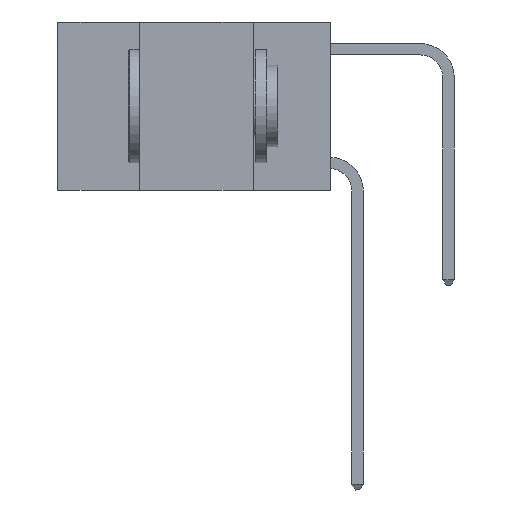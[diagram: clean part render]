
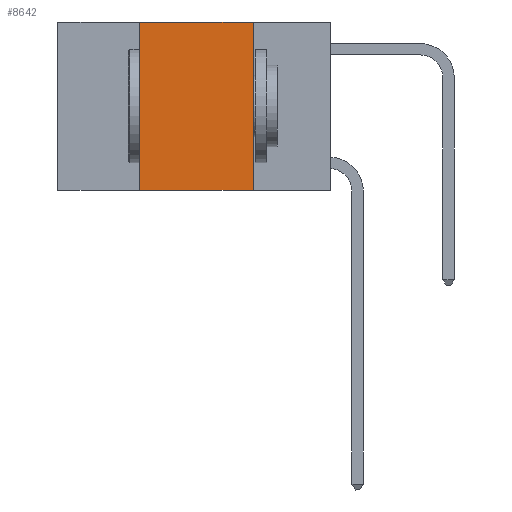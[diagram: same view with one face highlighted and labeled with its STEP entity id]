
A CAD part, left-side view. The second image highlights one B-rep face of the part: STEP entity #8642.
In plain terms, the highlighted planar face has unit normal (-1, 0, 0).
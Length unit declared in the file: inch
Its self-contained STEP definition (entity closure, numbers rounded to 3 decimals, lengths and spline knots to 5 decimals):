
#57 = CARTESIAN_POINT ( 'NONE',  ( 0., 0.17, -0.37 ) ) ;
#644 = DIRECTION ( 'NONE',  ( 0., 0., -1. ) ) ;
#672 = ORIENTED_EDGE ( 'NONE', *, *, #10628, .F. ) ;
#1070 = CARTESIAN_POINT ( 'NONE',  ( 0., 0.42, -0.37 ) ) ;
#1428 = DIRECTION ( 'NONE',  ( 0., 0., 1. ) ) ;
#1683 = LINE ( 'NONE', #10505, #4295 ) ;
#2272 = FACE_OUTER_BOUND ( 'NONE', #11992, .T. ) ;
#2394 = VECTOR ( 'NONE', #11129, 39.37008 ) ;
#2709 = EDGE_CURVE ( 'NONE', #5774, #8940, #1683, .T. ) ;
#2722 = CARTESIAN_POINT ( 'NONE',  ( 0., 0.42, 0. ) ) ;
#3049 = EDGE_CURVE ( 'NONE', #5019, #8940, #11916, .T. ) ;
#3278 = DIRECTION ( 'NONE',  ( 0., 0., -1. ) ) ;
#3460 = CARTESIAN_POINT ( 'NONE',  ( 0., 0.17, 0. ) ) ;
#4105 = LINE ( 'NONE', #11199, #6758 ) ;
#4295 = VECTOR ( 'NONE', #10312, 39.37008 ) ;
#5019 = VERTEX_POINT ( 'NONE', #11756 ) ;
#5056 = AXIS2_PLACEMENT_3D ( 'NONE', #8618, #6636, #644 ) ;
#5276 = CARTESIAN_POINT ( 'NONE',  ( 0., 0.6, 0. ) ) ;
#5774 = VERTEX_POINT ( 'NONE', #1070 ) ;
#5974 = ORIENTED_EDGE ( 'NONE', *, *, #8473, .F. ) ;
#6491 = VECTOR ( 'NONE', #3278, 39.37008 ) ;
#6636 = DIRECTION ( 'NONE',  ( 1., 0., 0. ) ) ;
#6758 = VECTOR ( 'NONE', #1428, 39.37008 ) ;
#7328 = LINE ( 'NONE', #5276, #2394 ) ;
#8350 = ORIENTED_EDGE ( 'NONE', *, *, #3049, .F. ) ;
#8473 = EDGE_CURVE ( 'NONE', #5774, #10138, #4105, .T. ) ;
#8618 = CARTESIAN_POINT ( 'NONE',  ( 0., 0.6, 0. ) ) ;
#8642 = ADVANCED_FACE ( 'NONE', ( #2272 ), #11442, .F. ) ;
#8665 = ORIENTED_EDGE ( 'NONE', *, *, #2709, .T. ) ;
#8940 = VERTEX_POINT ( 'NONE', #57 ) ;
#10138 = VERTEX_POINT ( 'NONE', #2722 ) ;
#10312 = DIRECTION ( 'NONE',  ( 0., -1., 0. ) ) ;
#10505 = CARTESIAN_POINT ( 'NONE',  ( 0., 0.6, -0.37 ) ) ;
#10628 = EDGE_CURVE ( 'NONE', #10138, #5019, #7328, .T. ) ;
#11129 = DIRECTION ( 'NONE',  ( 0., -1., 0. ) ) ;
#11199 = CARTESIAN_POINT ( 'NONE',  ( 0., 0.42, 0. ) ) ;
#11442 = PLANE ( 'NONE',  #5056 ) ;
#11756 = CARTESIAN_POINT ( 'NONE',  ( 0., 0.17, 0. ) ) ;
#11916 = LINE ( 'NONE', #3460, #6491 ) ;
#11992 = EDGE_LOOP ( 'NONE', ( #8350, #672, #5974, #8665 ) ) ;
